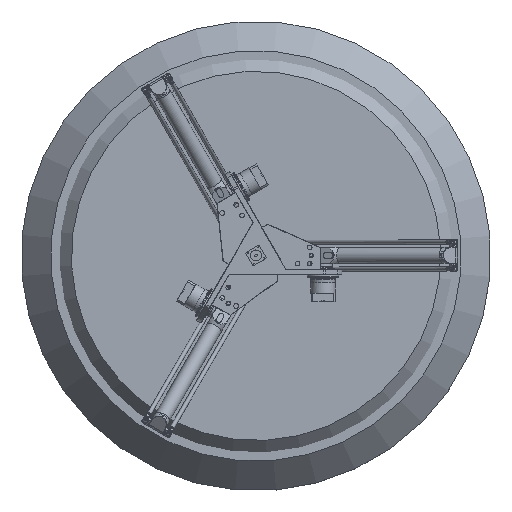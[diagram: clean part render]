
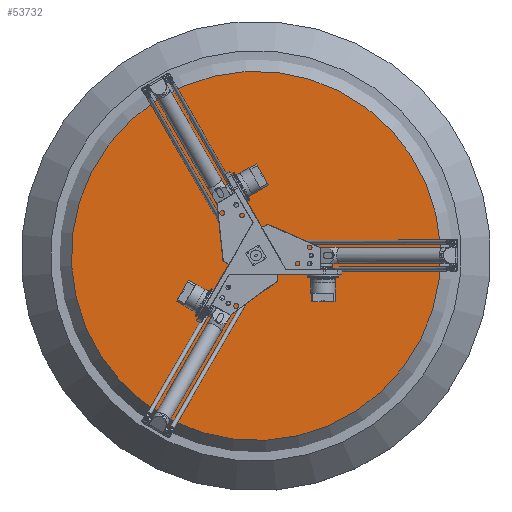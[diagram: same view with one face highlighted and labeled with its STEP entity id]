
A CAD part, top view. The second image highlights one B-rep face of the part: STEP entity #53732.
In plain terms, the highlighted face is planar.
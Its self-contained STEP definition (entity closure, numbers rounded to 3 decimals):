
#3741=PLANE('',#58575);
#6136=FACE_OUTER_BOUND('',#9686,.T.);
#9686=EDGE_LOOP('',(#42816));
#20834=CIRCLE('',#58570,688.);
#24454=VERTEX_POINT('',#103587);
#30854=EDGE_CURVE('',#24454,#24454,#20834,.T.);
#42816=ORIENTED_EDGE('',*,*,#30854,.T.);
#53732=ADVANCED_FACE('',(#6136),#3741,.T.);
#58570=AXIS2_PLACEMENT_3D('',#103588,#69302,#69303);
#58575=AXIS2_PLACEMENT_3D('',#103598,#69314,#69315);
#69302=DIRECTION('center_axis',(0.,1.,0.));
#69303=DIRECTION('ref_axis',(1.,0.,0.));
#69314=DIRECTION('center_axis',(0.,1.,0.));
#69315=DIRECTION('ref_axis',(0.,0.,1.));
#103587=CARTESIAN_POINT('',(-688.,200.,0.));
#103588=CARTESIAN_POINT('Origin',(0.,200.,0.));
#103598=CARTESIAN_POINT('Origin',(-399.,200.,0.));
